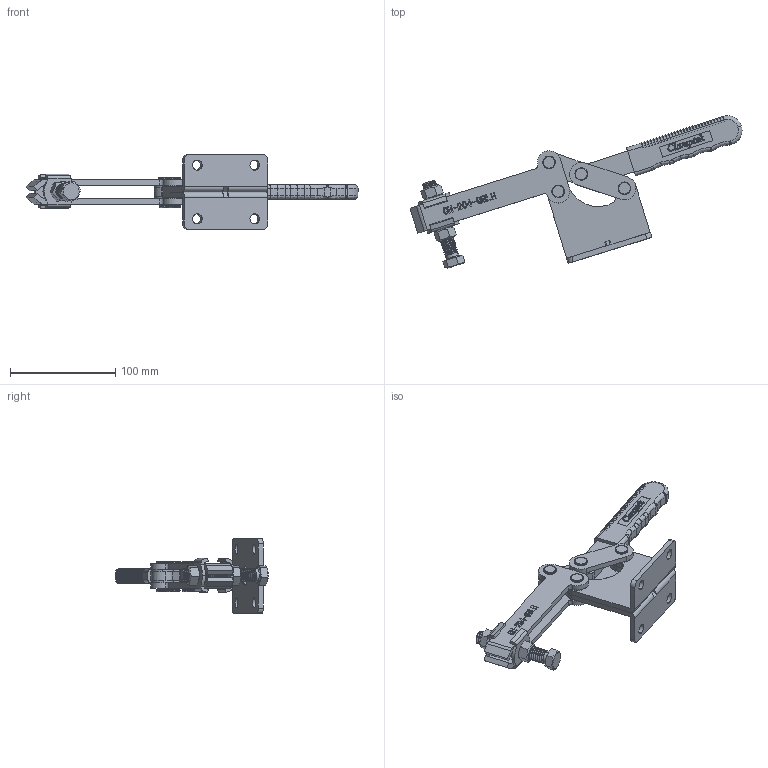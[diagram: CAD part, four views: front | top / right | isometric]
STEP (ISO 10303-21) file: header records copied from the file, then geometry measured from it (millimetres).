
FILE_DESCRIPTION (( 'STEP AP203' ), '1' );
FILE_NAME ('CH-204-GBLH.STEP', '2012-09-27T12:59:12', ( '微软用户' ), ( '微软中国' ), 'SwSTEP 2.0', 'SolidWorks 2010', '' );
FILE_SCHEMA (( 'CONFIG_CONTROL_DESIGN' ));
Products named in the file (13): 204-GB-07___; 204-GB-03___; 204-GB-06___; 204-GBLH-02___; 204-GB-08___; CH-204-GBLH; CH-FC-12130___; 204-G-03___; 204-GB-05___; CH-FC-12300-01___; 204-GBLH-01___; FW120(2)___; 204-GB-04___
Assembly tree (24 placements, depth 3):
  CH-204-GBLH
    CH-FC-12300-01___  x2
    204-GB-08___  x4
    204-GB-05___  x4
    204-GBLH-01___
    204-GB-06___  x4
    204-GB-04___  x2
    204-G-03___
      204-GB-07___
      204-GB-03___
    FW120(2)___  x2
    204-GBLH-02___
    CH-FC-12130___
Bounding box: 315.22 x 144.81 x 71 mm (x, y, z)
Volume: 206896.9 mm3; surface area: 108131.9 mm2
Topology: 25 solids, 25 shells, 1671 faces, 4293 edges, 2732 vertices
Faces by surface type: bspline 618, plane 572, cylinder 450, cone 31
Entity records: 85485 total; most frequent: CARTESIAN_POINT 50131, ORIENTED_EDGE 7932, DIRECTION 5501, EDGE_CURVE 3966, VERTEX_POINT 2525, LINE 2087, VECTOR 2087, AXIS2_PLACEMENT_3D 1707
